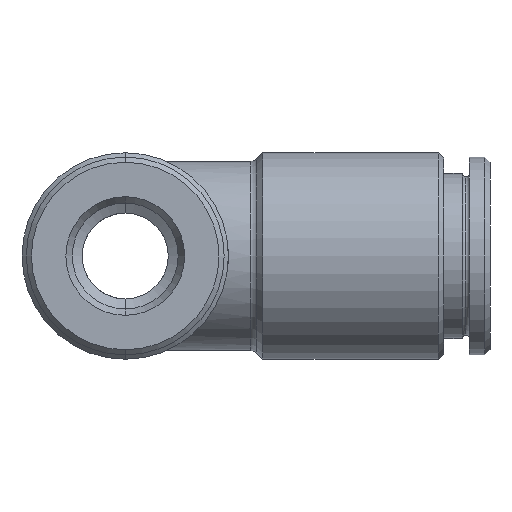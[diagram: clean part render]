
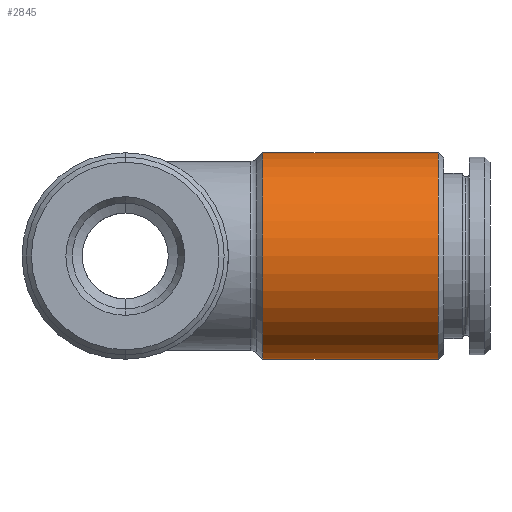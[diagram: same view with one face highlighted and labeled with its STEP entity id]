
A CAD part, left-side view. The second image highlights one B-rep face of the part: STEP entity #2845.
In plain terms, the highlighted cylindrical face has radius 6 mm (diameter 12 mm), a partial arc.
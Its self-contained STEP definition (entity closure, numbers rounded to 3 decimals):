
#487 = VECTOR ( 'NONE', #498, 1000. ) ;
#488 = CARTESIAN_POINT ( 'NONE',  ( 0., 0., -6. ) ) ;
#489 = LINE ( 'NONE', #488, #487 ) ;
#498 = DIRECTION ( 'NONE',  ( 0., 1., 0. ) ) ;
#546 = CARTESIAN_POINT ( 'NONE',  ( 0., -8., 0. ) ) ;
#548 = AXIS2_PLACEMENT_3D ( 'NONE', #546, #558, #559 ) ;
#549 = CIRCLE ( 'NONE', #548, 6. ) ;
#558 = DIRECTION ( 'NONE',  ( 0., -1., 0. ) ) ;
#559 = DIRECTION ( 'NONE',  ( 0., 0., -1. ) ) ;
#706 = CARTESIAN_POINT ( 'NONE',  ( 0., -8., -6. ) ) ;
#708 = CARTESIAN_POINT ( 'NONE',  ( 0., -18.2, 6. ) ) ;
#715 = CARTESIAN_POINT ( 'NONE',  ( 0., -18.2, -6. ) ) ;
#989 = AXIS2_PLACEMENT_3D ( 'NONE', #995, #994, #1002 ) ;
#991 = CYLINDRICAL_SURFACE ( 'NONE', #989, 6. ) ;
#994 = DIRECTION ( 'NONE',  ( 0., 1., 0. ) ) ;
#995 = CARTESIAN_POINT ( 'NONE',  ( 0., 0., 0. ) ) ;
#1002 = DIRECTION ( 'NONE',  ( 0., 0., 1. ) ) ;
#1010 = FACE_OUTER_BOUND ( 'NONE', #2849, .T. ) ;
#1805 = DIRECTION ( 'NONE',  ( 0., 0., 1. ) ) ;
#1806 = DIRECTION ( 'NONE',  ( 0., 1., 0. ) ) ;
#1807 = CARTESIAN_POINT ( 'NONE',  ( 0., -18.2, 0. ) ) ;
#1808 = AXIS2_PLACEMENT_3D ( 'NONE', #1807, #1806, #1805 ) ;
#1809 = CIRCLE ( 'NONE', #1808, 6. ) ;
#2159 = VERTEX_POINT ( 'NONE', #3048 ) ;
#2222 = EDGE_CURVE ( 'NONE', #2248, #2159, #3137, .T. ) ;
#2248 = VERTEX_POINT ( 'NONE', #708 ) ;
#2253 = VERTEX_POINT ( 'NONE', #706 ) ;
#2257 = VERTEX_POINT ( 'NONE', #715 ) ;
#2268 = EDGE_CURVE ( 'NONE', #2257, #2253, #489, .T. ) ;
#2658 = EDGE_CURVE ( 'NONE', #2257, #2248, #1809, .T. ) ;
#2663 = ORIENTED_EDGE ( 'NONE', *, *, #2268, .F. ) ;
#2681 = ORIENTED_EDGE ( 'NONE', *, *, #2735, .T. ) ;
#2735 = EDGE_CURVE ( 'NONE', #2159, #2253, #549, .T. ) ;
#2786 = ORIENTED_EDGE ( 'NONE', *, *, #2222, .T. ) ;
#2842 = ORIENTED_EDGE ( 'NONE', *, *, #2658, .T. ) ;
#2845 = ADVANCED_FACE ( 'NONE', ( #1010 ), #991, .T. ) ;
#2849 = EDGE_LOOP ( 'NONE', ( #2663, #2842, #2786, #2681 ) ) ;
#3048 = CARTESIAN_POINT ( 'NONE',  ( 0., -8., 6. ) ) ;
#3137 = LINE ( 'NONE', #3139, #3147 ) ;
#3139 = CARTESIAN_POINT ( 'NONE',  ( 0., 0., 6. ) ) ;
#3146 = DIRECTION ( 'NONE',  ( 0., 1., 0. ) ) ;
#3147 = VECTOR ( 'NONE', #3146, 1000. ) ;
